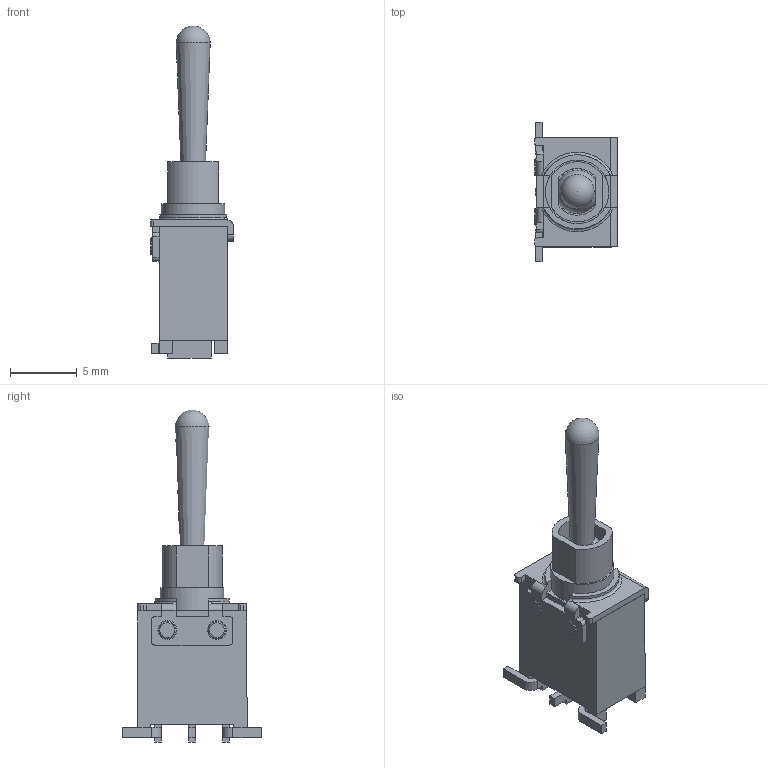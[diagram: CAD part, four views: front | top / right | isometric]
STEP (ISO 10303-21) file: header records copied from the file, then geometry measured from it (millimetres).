
FILE_DESCRIPTION((' '),'2;1');
FILE_NAME('200BWMSPxT2A1SM6xE.stp','2017-07-12T08:45:56',(' '),(' '),' ','ACIS',' ');
FILE_SCHEMA(('CONFIG_CONTROL_DESIGN'));
Length unit declared in the file: inch
Products named in the file (5): 200BWMSPxT2A1SM6xE.stp; Body1; Body2; Body3; Body4
Assembly tree (4 placements, depth 2):
  200BWMSPxT2A1SM6xE.stp
    Body1
    Body2
    Body3
    Body4
Bounding box: 6.2 x 10.41 x 24.83 mm (x, y, z)
Volume: 500.3 mm3; surface area: 647.1 mm2
Topology: 4 solids, 4 shells, 139 faces, 374 edges, 242 vertices
Faces by surface type: plane 99, cylinder 25, torus 6, bspline 4, cone 3, sphere 2
Full cylindrical faces by diameter (mm): 4.75 x1
Entity records: 5153 total; most frequent: CARTESIAN_POINT 991, ORIENTED_EDGE 726, DIRECTION 712, EDGE_CURVE 363, VECTOR 278, LINE 278, VERTEX_POINT 239, AXIS2_PLACEMENT_3D 217
